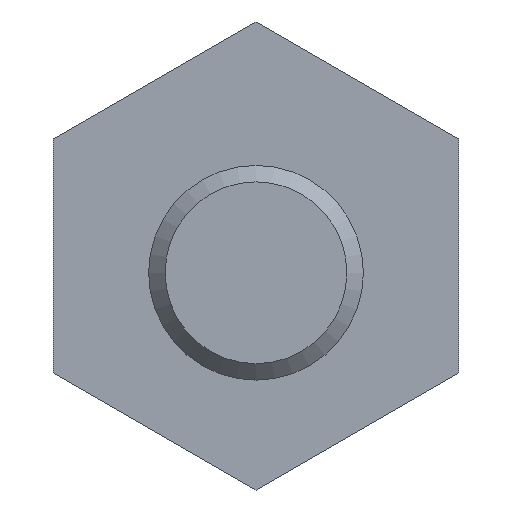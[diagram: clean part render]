
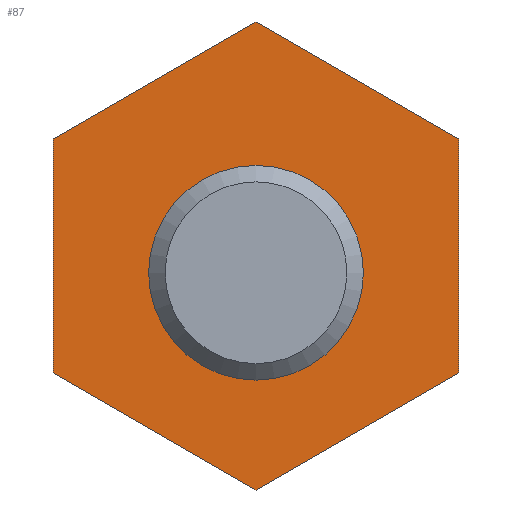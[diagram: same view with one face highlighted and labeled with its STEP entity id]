
A CAD part, front view. The second image highlights one B-rep face of the part: STEP entity #87.
In plain terms, the highlighted planar face has unit normal (0, -1, 0).
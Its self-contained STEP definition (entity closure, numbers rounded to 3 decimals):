
#87 = ADVANCED_FACE( '', ( #177, #178 ), #179, .F. );
#177 = FACE_BOUND( '', #262, .T. );
#178 = FACE_OUTER_BOUND( '', #263, .T. );
#179 = PLANE( '', #264 );
#262 = EDGE_LOOP( '', ( #429 ) );
#263 = EDGE_LOOP( '', ( #430, #431, #432, #433, #434, #435 ) );
#264 = AXIS2_PLACEMENT_3D( '', #436, #437, #438 );
#429 = ORIENTED_EDGE( '', *, *, #458, .F. );
#430 = ORIENTED_EDGE( '', *, *, #476, .F. );
#431 = ORIENTED_EDGE( '', *, *, #505, .F. );
#432 = ORIENTED_EDGE( '', *, *, #500, .F. );
#433 = ORIENTED_EDGE( '', *, *, #511, .F. );
#434 = ORIENTED_EDGE( '', *, *, #517, .F. );
#435 = ORIENTED_EDGE( '', *, *, #484, .F. );
#436 = CARTESIAN_POINT( '', ( 0., -12.7, 0. ) );
#437 = DIRECTION( '', ( 0., 1., 0. ) );
#438 = DIRECTION( '', ( 0., 0., 1. ) );
#458 = EDGE_CURVE( '', #528, #528, #529, .F. );
#476 = EDGE_CURVE( '', #556, #558, #559, .T. );
#484 = EDGE_CURVE( '', #558, #570, #571, .T. );
#500 = EDGE_CURVE( '', #592, #594, #595, .T. );
#505 = EDGE_CURVE( '', #594, #556, #601, .T. );
#511 = EDGE_CURVE( '', #607, #592, #609, .T. );
#517 = EDGE_CURVE( '', #570, #607, #616, .T. );
#528 = VERTEX_POINT( '', #627 );
#529 = CIRCLE( '', #628, 6.5 );
#556 = VERTEX_POINT( '', #666 );
#558 = VERTEX_POINT( '', #669 );
#559 = LINE( '', #670, #671 );
#570 = VERTEX_POINT( '', #687 );
#571 = LINE( '', #688, #689 );
#592 = VERTEX_POINT( '', #719 );
#594 = VERTEX_POINT( '', #722 );
#595 = LINE( '', #723, #724 );
#601 = LINE( '', #731, #732 );
#607 = VERTEX_POINT( '', #739 );
#609 = LINE( '', #742, #743 );
#616 = LINE( '', #750, #751 );
#627 = CARTESIAN_POINT( '', ( 0., -12.7, 6.5 ) );
#628 = AXIS2_PLACEMENT_3D( '', #763, #764, #765 );
#666 = CARTESIAN_POINT( '', ( -15.1, -12.7, -7.468 ) );
#669 = CARTESIAN_POINT( '', ( -15.1, -12.7, 9.968 ) );
#670 = CARTESIAN_POINT( '', ( -15.1, -12.7, -7.468 ) );
#671 = VECTOR( '', #778, 1000. );
#687 = CARTESIAN_POINT( '', ( 0., -12.7, 18.686 ) );
#688 = CARTESIAN_POINT( '', ( -15.1, -12.7, 9.968 ) );
#689 = VECTOR( '', #784, 1000. );
#719 = CARTESIAN_POINT( '', ( 15.1, -12.7, -7.468 ) );
#722 = CARTESIAN_POINT( '', ( 0., -12.7, -16.186 ) );
#723 = CARTESIAN_POINT( '', ( 15.1, -12.7, -7.468 ) );
#724 = VECTOR( '', #798, 1000. );
#731 = CARTESIAN_POINT( '', ( 0., -12.7, -16.186 ) );
#732 = VECTOR( '', #803, 1000. );
#739 = CARTESIAN_POINT( '', ( 15.1, -12.7, 9.968 ) );
#742 = CARTESIAN_POINT( '', ( 15.1, -12.7, 9.968 ) );
#743 = VECTOR( '', #809, 1000. );
#750 = CARTESIAN_POINT( '', ( 0., -12.7, 18.686 ) );
#751 = VECTOR( '', #813, 1000. );
#763 = CARTESIAN_POINT( '', ( 0., -12.7, 0. ) );
#764 = DIRECTION( '', ( 0., 1., 0. ) );
#765 = DIRECTION( '', ( 0., 0., 1. ) );
#778 = DIRECTION( '', ( 0., 0., 1. ) );
#784 = DIRECTION( '', ( 0.866, 0., 0.5 ) );
#798 = DIRECTION( '', ( -0.866, 0., -0.5 ) );
#803 = DIRECTION( '', ( -0.866, 0., 0.5 ) );
#809 = DIRECTION( '', ( 0., 0., -1. ) );
#813 = DIRECTION( '', ( 0.866, 0., -0.5 ) );
